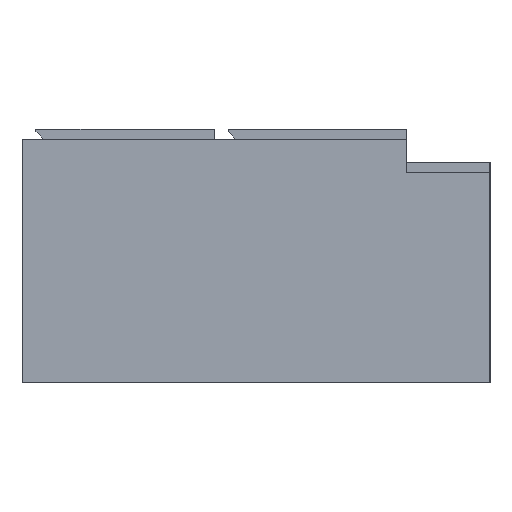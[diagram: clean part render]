
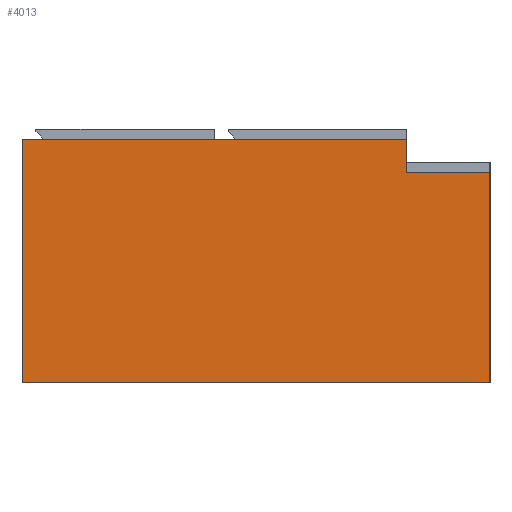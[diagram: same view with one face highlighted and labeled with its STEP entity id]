
A CAD part, left-side view. The second image highlights one B-rep face of the part: STEP entity #4013.
In plain terms, the highlighted planar face has unit normal (-1, 0, 0).
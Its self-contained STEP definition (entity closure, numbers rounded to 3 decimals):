
#221 = DIRECTION ( 'NONE',  ( 0., 0., -1. ) ) ;
#231 = VERTEX_POINT ( 'NONE', #4032 ) ;
#242 = EDGE_CURVE ( 'NONE', #817, #231, #1209, .T. ) ;
#480 = VERTEX_POINT ( 'NONE', #4691 ) ;
#583 = EDGE_CURVE ( 'NONE', #6062, #480, #1661, .T. ) ;
#665 = ORIENTED_EDGE ( 'NONE', *, *, #1642, .F. ) ;
#687 = DIRECTION ( 'NONE',  ( 0., 1., 0. ) ) ;
#801 = EDGE_CURVE ( 'NONE', #1097, #6062, #3880, .T. ) ;
#817 = VERTEX_POINT ( 'NONE', #3117 ) ;
#850 = VECTOR ( 'NONE', #5510, 1000. ) ;
#1052 = CARTESIAN_POINT ( 'NONE',  ( 0., 150., 60. ) ) ;
#1097 = VERTEX_POINT ( 'NONE', #6398 ) ;
#1209 = LINE ( 'NONE', #1052, #6473 ) ;
#1405 = PLANE ( 'NONE',  #3103 ) ;
#1642 = EDGE_CURVE ( 'NONE', #231, #1097, #5635, .T. ) ;
#1661 = LINE ( 'NONE', #3864, #4987 ) ;
#1719 = ORIENTED_EDGE ( 'NONE', *, *, #242, .F. ) ;
#1821 = ORIENTED_EDGE ( 'NONE', *, *, #801, .F. ) ;
#1868 = CARTESIAN_POINT ( 'NONE',  ( 0., 0., 0. ) ) ;
#2135 = CARTESIAN_POINT ( 'NONE',  ( 0., 840., 60. ) ) ;
#2450 = ORIENTED_EDGE ( 'NONE', *, *, #4305, .F. ) ;
#2486 = VECTOR ( 'NONE', #2672, 1000. ) ;
#2672 = DIRECTION ( 'NONE',  ( 0., 0., 1. ) ) ;
#3048 = FACE_OUTER_BOUND ( 'NONE', #6131, .T. ) ;
#3103 = AXIS2_PLACEMENT_3D ( 'NONE', #1868, #3478, #6554 ) ;
#3116 = ORIENTED_EDGE ( 'NONE', *, *, #5490, .F. ) ;
#3117 = CARTESIAN_POINT ( 'NONE',  ( 0., 840., 60. ) ) ;
#3162 = CARTESIAN_POINT ( 'NONE',  ( 0., 0., 0. ) ) ;
#3478 = DIRECTION ( 'NONE',  ( -1., 0., 0. ) ) ;
#3542 = CARTESIAN_POINT ( 'NONE',  ( 0., 0., 0. ) ) ;
#3601 = CARTESIAN_POINT ( 'NONE',  ( 0., 840., -377. ) ) ;
#3602 = LINE ( 'NONE', #3601, #4885 ) ;
#3820 = VERTEX_POINT ( 'NONE', #6385 ) ;
#3864 = CARTESIAN_POINT ( 'NONE',  ( 0., 0., -377. ) ) ;
#3880 = LINE ( 'NONE', #3542, #5821 ) ;
#4013 = ADVANCED_FACE ( 'NONE', ( #3048 ), #1405, .T. ) ;
#4032 = CARTESIAN_POINT ( 'NONE',  ( 0., 150., 60. ) ) ;
#4305 = EDGE_CURVE ( 'NONE', #3820, #817, #6579, .T. ) ;
#4519 = CARTESIAN_POINT ( 'NONE',  ( 0., 150., 0. ) ) ;
#4691 = CARTESIAN_POINT ( 'NONE',  ( 0., 0., -377. ) ) ;
#4885 = VECTOR ( 'NONE', #687, 1000. ) ;
#4987 = VECTOR ( 'NONE', #221, 1000. ) ;
#5006 = DIRECTION ( 'NONE',  ( 0., -1., 0. ) ) ;
#5490 = EDGE_CURVE ( 'NONE', #480, #3820, #3602, .T. ) ;
#5510 = DIRECTION ( 'NONE',  ( 0., 0., -1. ) ) ;
#5615 = ORIENTED_EDGE ( 'NONE', *, *, #583, .F. ) ;
#5635 = LINE ( 'NONE', #4519, #850 ) ;
#5821 = VECTOR ( 'NONE', #5006, 1000. ) ;
#6062 = VERTEX_POINT ( 'NONE', #3162 ) ;
#6121 = DIRECTION ( 'NONE',  ( 0., -1., 0. ) ) ;
#6131 = EDGE_LOOP ( 'NONE', ( #5615, #1821, #665, #1719, #2450, #3116 ) ) ;
#6385 = CARTESIAN_POINT ( 'NONE',  ( 0., 840., -377. ) ) ;
#6398 = CARTESIAN_POINT ( 'NONE',  ( 0., 150., 0. ) ) ;
#6473 = VECTOR ( 'NONE', #6121, 1000. ) ;
#6554 = DIRECTION ( 'NONE',  ( 0., 0., 1. ) ) ;
#6579 = LINE ( 'NONE', #2135, #2486 ) ;
